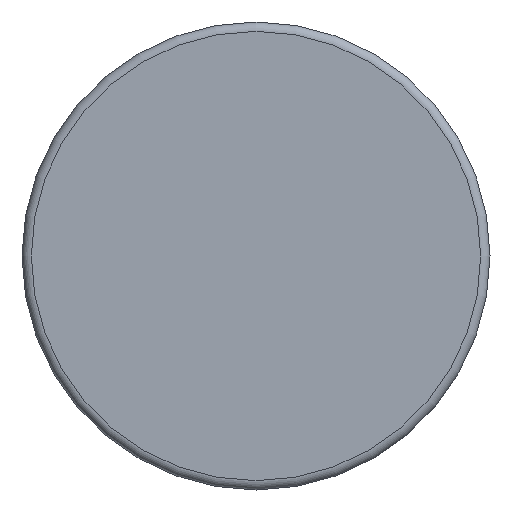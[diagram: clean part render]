
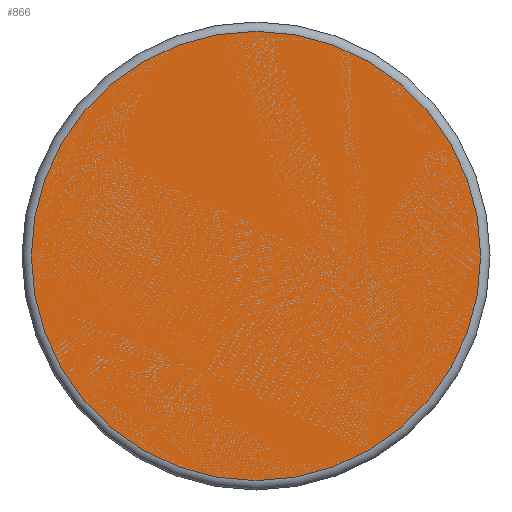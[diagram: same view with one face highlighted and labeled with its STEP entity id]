
A CAD part, front view. The second image highlights one B-rep face of the part: STEP entity #866.
In plain terms, the highlighted planar face has unit normal (0, -1, 0).
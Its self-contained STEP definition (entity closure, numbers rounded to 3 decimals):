
#794 = TOROIDAL_SURFACE('',#795,4.8,0.2);
#795 = AXIS2_PLACEMENT_3D('',#796,#797,#798);
#796 = CARTESIAN_POINT('',(0.,2.378,0.));
#797 = DIRECTION('',(-0.,-1.,-0.));
#798 = DIRECTION('',(-1.,0.,0.));
#812 = VERTEX_POINT('',#813);
#813 = CARTESIAN_POINT('',(-4.8,2.178,0.));
#835 = EDGE_CURVE('',#812,#812,#836,.T.);
#836 = SURFACE_CURVE('',#837,(#842,#849),.PCURVE_S1.);
#837 = CIRCLE('',#838,4.8);
#838 = AXIS2_PLACEMENT_3D('',#839,#840,#841);
#839 = CARTESIAN_POINT('',(0.,2.178,0.));
#840 = DIRECTION('',(0.,1.,0.));
#841 = DIRECTION('',(-1.,0.,0.));
#842 = PCURVE('',#794,#843);
#843 = DEFINITIONAL_REPRESENTATION('',(#844),#848);
#844 = LINE('',#845,#846);
#845 = CARTESIAN_POINT('',(-0.,1.571));
#846 = VECTOR('',#847,1.);
#847 = DIRECTION('',(-1.,0.));
#848 = ( GEOMETRIC_REPRESENTATION_CONTEXT(2) 
PARAMETRIC_REPRESENTATION_CONTEXT() REPRESENTATION_CONTEXT('2D SPACE',''
  ) );
#849 = PCURVE('',#850,#855);
#850 = PLANE('',#851);
#851 = AXIS2_PLACEMENT_3D('',#852,#853,#854);
#852 = CARTESIAN_POINT('',(0.,2.178,0.));
#853 = DIRECTION('',(-0.,-1.,-0.));
#854 = DIRECTION('',(1.,-0.,0.));
#855 = DEFINITIONAL_REPRESENTATION('',(#856),#864);
#856 = ( BOUNDED_CURVE() B_SPLINE_CURVE(2,(#857,#858,#859,#860,#861,#862
,#863),.UNSPECIFIED.,.T.,.F.) B_SPLINE_CURVE_WITH_KNOTS((3,2,2,3),(0.,
    2.094,4.189,6.283),
.PIECEWISE_BEZIER_KNOTS.) CURVE() GEOMETRIC_REPRESENTATION_ITEM() 
RATIONAL_B_SPLINE_CURVE((1.,0.5,1.,0.5,1.,0.5,1.)) REPRESENTATION_ITEM(
  '') );
#857 = CARTESIAN_POINT('',(-4.8,0.));
#858 = CARTESIAN_POINT('',(-4.8,8.314));
#859 = CARTESIAN_POINT('',(2.4,4.157));
#860 = CARTESIAN_POINT('',(9.6,0.));
#861 = CARTESIAN_POINT('',(2.4,-4.157));
#862 = CARTESIAN_POINT('',(-4.8,-8.314));
#863 = CARTESIAN_POINT('',(-4.8,0.));
#864 = ( GEOMETRIC_REPRESENTATION_CONTEXT(2) 
PARAMETRIC_REPRESENTATION_CONTEXT() REPRESENTATION_CONTEXT('2D SPACE',''
  ) );
#866 = ADVANCED_FACE('',(#867),#850,.T.);
#867 = FACE_BOUND('',#868,.F.);
#868 = EDGE_LOOP('',(#869));
#869 = ORIENTED_EDGE('',*,*,#835,.T.);
